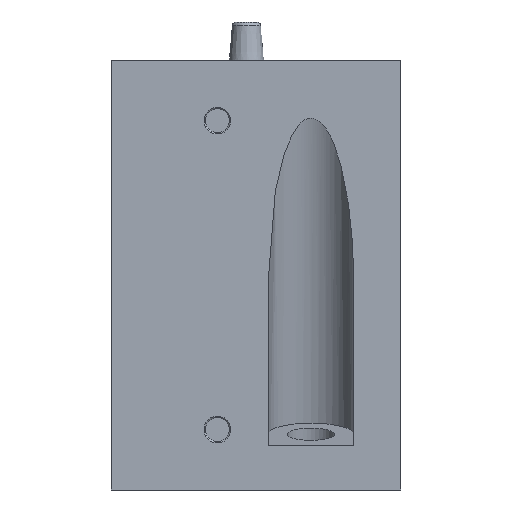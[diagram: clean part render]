
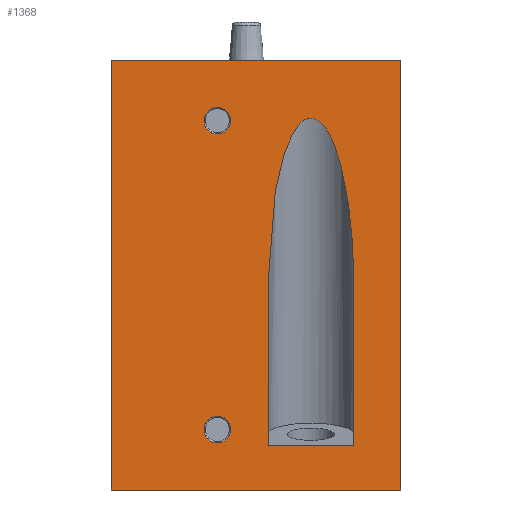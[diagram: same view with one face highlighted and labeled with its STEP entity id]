
A CAD part, left-side view. The second image highlights one B-rep face of the part: STEP entity #1368.
In plain terms, the highlighted planar face has unit normal (-1, 0, 0).
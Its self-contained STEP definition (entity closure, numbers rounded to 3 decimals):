
#79=ELLIPSE('',#1482,19.319,5.);
#88=LINE('',#2133,#176);
#89=LINE('',#2136,#177);
#90=LINE('',#2138,#178);
#91=LINE('',#2140,#179);
#92=LINE('',#2141,#180);
#93=LINE('',#2144,#181);
#94=LINE('',#2148,#182);
#176=VECTOR('',#1673,1000.);
#177=VECTOR('',#1674,1000.);
#178=VECTOR('',#1675,1000.);
#179=VECTOR('',#1676,1000.);
#180=VECTOR('',#1677,1000.);
#181=VECTOR('',#1678,1000.);
#182=VECTOR('',#1681,1000.);
#264=ORIENTED_EDGE('',*,*,#616,.F.);
#265=ORIENTED_EDGE('',*,*,#617,.F.);
#266=ORIENTED_EDGE('',*,*,#618,.T.);
#267=ORIENTED_EDGE('',*,*,#619,.F.);
#268=ORIENTED_EDGE('',*,*,#620,.F.);
#269=ORIENTED_EDGE('',*,*,#621,.T.);
#270=ORIENTED_EDGE('',*,*,#622,.F.);
#271=ORIENTED_EDGE('',*,*,#623,.T.);
#272=ORIENTED_EDGE('',*,*,#624,.F.);
#273=ORIENTED_EDGE('',*,*,#625,.F.);
#616=EDGE_CURVE('',#792,#792,#930,.F.);
#617=EDGE_CURVE('',#793,#793,#931,.F.);
#618=EDGE_CURVE('',#794,#795,#88,.T.);
#619=EDGE_CURVE('',#796,#795,#89,.T.);
#620=EDGE_CURVE('',#797,#796,#90,.T.);
#621=EDGE_CURVE('',#797,#794,#91,.T.);
#622=EDGE_CURVE('',#798,#799,#92,.T.);
#623=EDGE_CURVE('',#798,#800,#93,.T.);
#624=EDGE_CURVE('',#801,#800,#79,.F.);
#625=EDGE_CURVE('',#799,#801,#94,.T.);
#792=VERTEX_POINT('',#2130);
#793=VERTEX_POINT('',#2132);
#794=VERTEX_POINT('',#2134);
#795=VERTEX_POINT('',#2135);
#796=VERTEX_POINT('',#2137);
#797=VERTEX_POINT('',#2139);
#798=VERTEX_POINT('',#2142);
#799=VERTEX_POINT('',#2143);
#800=VERTEX_POINT('',#2145);
#801=VERTEX_POINT('',#2147);
#930=CIRCLE('',#1480,1.55);
#931=CIRCLE('',#1481,1.55);
#1009=EDGE_LOOP('',(#264));
#1010=EDGE_LOOP('',(#265));
#1011=EDGE_LOOP('',(#266,#267,#268,#269));
#1012=EDGE_LOOP('',(#270,#271,#272,#273));
#1167=FACE_BOUND('',#1009,.T.);
#1168=FACE_BOUND('',#1010,.T.);
#1169=FACE_BOUND('',#1011,.T.);
#1170=FACE_BOUND('',#1012,.T.);
#1327=PLANE('',#1479);
#1368=ADVANCED_FACE('',(#1167,#1168,#1169,#1170),#1327,.F.);
#1479=AXIS2_PLACEMENT_3D('',#2128,#1667,#1668);
#1480=AXIS2_PLACEMENT_3D('',#2129,#1669,#1670);
#1481=AXIS2_PLACEMENT_3D('',#2131,#1671,#1672);
#1482=AXIS2_PLACEMENT_3D('',#2146,#1679,#1680);
#1667=DIRECTION('',(1.,0.,0.));
#1668=DIRECTION('',(0.,0.,-1.));
#1669=DIRECTION('',(1.,0.,0.));
#1670=DIRECTION('',(0.,0.,-1.));
#1671=DIRECTION('',(1.,0.,0.));
#1672=DIRECTION('',(0.,0.,-1.));
#1673=DIRECTION('',(0.,-1.,0.));
#1674=DIRECTION('',(0.,0.,-1.));
#1675=DIRECTION('',(0.,-1.,0.));
#1676=DIRECTION('',(0.,0.,-1.));
#1677=DIRECTION('',(0.,-1.,0.));
#1678=DIRECTION('',(0.,0.,1.));
#1679=DIRECTION('',(1.,0.,0.));
#1680=DIRECTION('',(0.,0.,-1.));
#1681=DIRECTION('',(0.,0.,1.));
#2128=CARTESIAN_POINT('',(-53.8,33.8,25.05));
#2129=CARTESIAN_POINT('',(-53.8,21.4,18.));
#2130=CARTESIAN_POINT('',(-53.8,21.4,16.45));
#2131=CARTESIAN_POINT('',(-53.8,21.4,-18.));
#2132=CARTESIAN_POINT('',(-53.8,21.4,-19.55));
#2133=CARTESIAN_POINT('',(-53.8,33.8,-25.05));
#2134=CARTESIAN_POINT('',(-53.8,33.8,-25.05));
#2135=CARTESIAN_POINT('',(-53.8,0.,-25.05));
#2136=CARTESIAN_POINT('',(-53.8,0.,25.05));
#2137=CARTESIAN_POINT('',(-53.8,0.,25.05));
#2138=CARTESIAN_POINT('',(-53.8,33.8,25.05));
#2139=CARTESIAN_POINT('',(-53.8,33.8,25.05));
#2140=CARTESIAN_POINT('',(-53.8,33.8,25.05));
#2141=CARTESIAN_POINT('',(-53.8,33.8,-19.809));
#2142=CARTESIAN_POINT('',(-53.8,15.5,-19.809));
#2143=CARTESIAN_POINT('',(-53.8,5.5,-19.809));
#2144=CARTESIAN_POINT('',(-53.8,15.5,25.05));
#2145=CARTESIAN_POINT('',(-53.8,15.5,-1.034));
#2146=CARTESIAN_POINT('',(-53.8,10.5,-1.034));
#2147=CARTESIAN_POINT('',(-53.8,5.5,-1.034));
#2148=CARTESIAN_POINT('',(-53.8,5.5,25.05));
